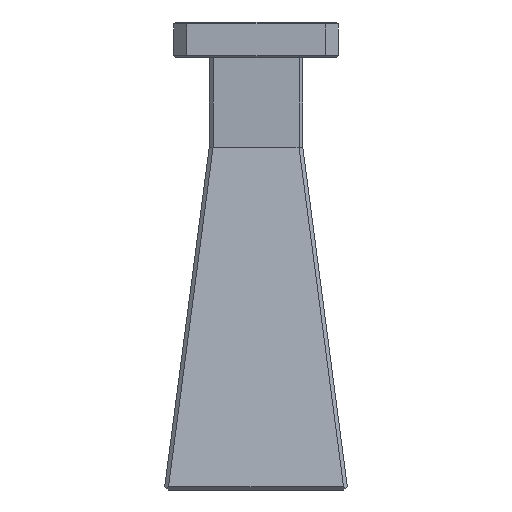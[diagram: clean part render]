
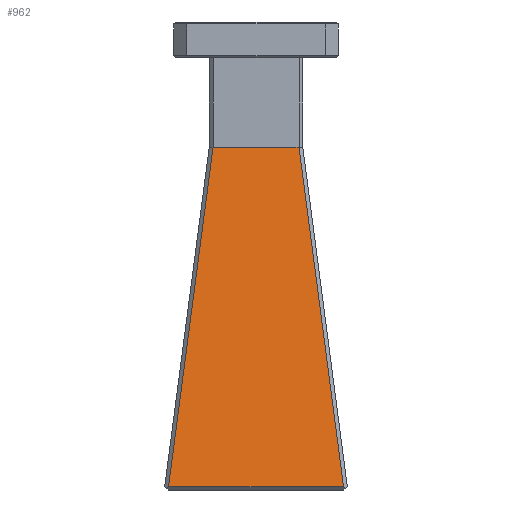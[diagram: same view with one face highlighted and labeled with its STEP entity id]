
A CAD part, front view. The second image highlights one B-rep face of the part: STEP entity #962.
In plain terms, the highlighted planar face has unit normal (0, -0.992, 0.13).
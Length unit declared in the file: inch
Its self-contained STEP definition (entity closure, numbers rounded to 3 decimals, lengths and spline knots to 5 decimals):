
#17 = LINE ( 'NONE', #287, #931 ) ;
#52 = CARTESIAN_POINT ( 'NONE',  ( -0.46716, -0.48768, 0.01768 ) ) ;
#56 = CARTESIAN_POINT ( 'NONE',  ( 0.49, -0.48768, 0.01768 ) ) ;
#109 = CARTESIAN_POINT ( 'NONE',  ( -0.45353, -0.47405, 0.12165 ) ) ;
#134 = LINE ( 'NONE', #1098, #350 ) ;
#207 = VECTOR ( 'NONE', #488, 39.37008 ) ;
#287 = CARTESIAN_POINT ( 'NONE',  ( -0.25, -0.25, 1.83 ) ) ;
#350 = VECTOR ( 'NONE', #424, 39.37008 ) ;
#424 = DIRECTION ( 'NONE',  ( -0.129, 0.129, 0.983 ) ) ;
#487 = EDGE_CURVE ( 'NONE', #794, #710, #712, .T. ) ;
#488 = DIRECTION ( 'NONE',  ( 1., 0., 0. ) ) ;
#520 = ORIENTED_EDGE ( 'NONE', *, *, #1586, .F. ) ;
#523 = LINE ( 'NONE', #109, #1185 ) ;
#570 = CARTESIAN_POINT ( 'NONE',  ( 0.46751, -0.48768, 0.01768 ) ) ;
#653 = DIRECTION ( 'NONE',  ( 1., 0., 0. ) ) ;
#710 = VERTEX_POINT ( 'NONE', #570 ) ;
#712 = LINE ( 'NONE', #56, #207 ) ;
#723 = CARTESIAN_POINT ( 'NONE',  ( 0., -0.48171, 0.06318 ) ) ;
#725 = ORIENTED_EDGE ( 'NONE', *, *, #487, .T. ) ;
#732 = EDGE_CURVE ( 'NONE', #710, #1106, #134, .T. ) ;
#742 = FACE_OUTER_BOUND ( 'NONE', #1590, .T. ) ;
#773 = VERTEX_POINT ( 'NONE', #1213 ) ;
#781 = ORIENTED_EDGE ( 'NONE', *, *, #1511, .T. ) ;
#794 = VERTEX_POINT ( 'NONE', #52 ) ;
#838 = AXIS2_PLACEMENT_3D ( 'NONE', #723, #1126, #1528 ) ;
#931 = VECTOR ( 'NONE', #653, 39.37008 ) ;
#962 = ADVANCED_FACE ( 'NONE', ( #742 ), #1002, .T. ) ;
#1002 = PLANE ( 'NONE',  #838 ) ;
#1098 = CARTESIAN_POINT ( 'NONE',  ( 0.45387, -0.47404, 0.12169 ) ) ;
#1106 = VERTEX_POINT ( 'NONE', #1293 ) ;
#1126 = DIRECTION ( 'NONE',  ( 0., -0.992, 0.13 ) ) ;
#1185 = VECTOR ( 'NONE', #1244, 39.37008 ) ;
#1213 = CARTESIAN_POINT ( 'NONE',  ( -0.22948, -0.25, 1.83 ) ) ;
#1244 = DIRECTION ( 'NONE',  ( -0.129, -0.129, -0.983 ) ) ;
#1293 = CARTESIAN_POINT ( 'NONE',  ( 0.22983, -0.25, 1.83 ) ) ;
#1499 = ORIENTED_EDGE ( 'NONE', *, *, #732, .T. ) ;
#1511 = EDGE_CURVE ( 'NONE', #773, #794, #523, .T. ) ;
#1528 = DIRECTION ( 'NONE',  ( 0., -0.13, -0.992 ) ) ;
#1586 = EDGE_CURVE ( 'NONE', #773, #1106, #17, .T. ) ;
#1590 = EDGE_LOOP ( 'NONE', ( #725, #1499, #520, #781 ) ) ;
